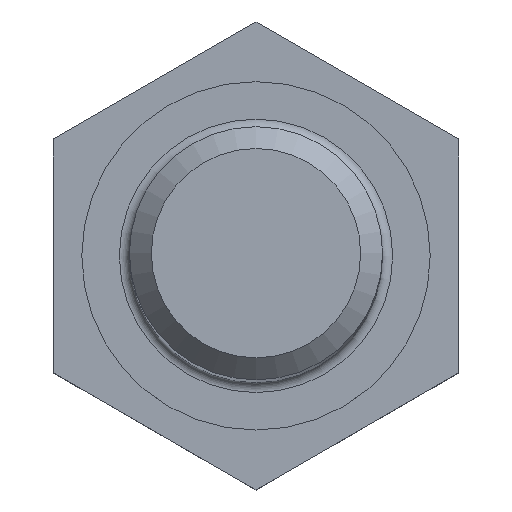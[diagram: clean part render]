
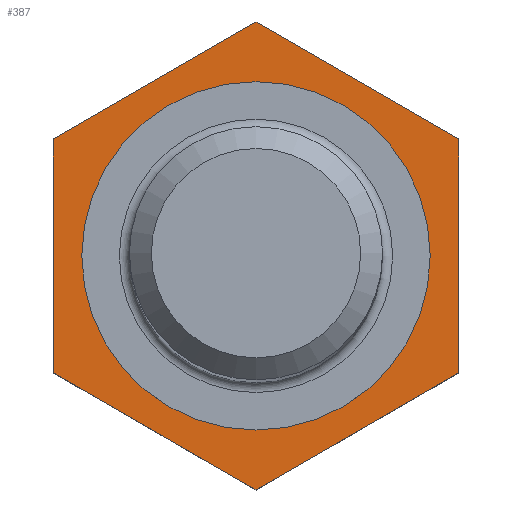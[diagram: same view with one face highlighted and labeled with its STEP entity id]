
A CAD part, top view. The second image highlights one B-rep face of the part: STEP entity #387.
In plain terms, the highlighted planar face has unit normal (0, 0, 1).
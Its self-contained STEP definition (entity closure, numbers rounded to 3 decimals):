
#7 = CARTESIAN_POINT ( 'NONE',  ( 0., -4.619, -0.15 ) ) ;
#16 = LINE ( 'NONE', #205, #186 ) ;
#25 = EDGE_LOOP ( 'NONE', ( #32, #306, #303, #150, #441, #152 ) ) ;
#30 = DIRECTION ( 'NONE',  ( 0., -1., 0. ) ) ;
#32 = ORIENTED_EDGE ( 'NONE', *, *, #33, .T. ) ;
#33 = EDGE_CURVE ( 'NONE', #63, #495, #16, .T. ) ;
#49 = EDGE_CURVE ( 'NONE', #194, #352, #539, .T. ) ;
#57 = DIRECTION ( 'NONE',  ( 0., 1., 0. ) ) ;
#63 = VERTEX_POINT ( 'NONE', #7 ) ;
#75 = LINE ( 'NONE', #268, #274 ) ;
#76 = EDGE_CURVE ( 'NONE', #106, #63, #75, .T. ) ;
#89 = LINE ( 'NONE', #419, #105 ) ;
#99 = PLANE ( 'NONE',  #395 ) ;
#101 = CARTESIAN_POINT ( 'NONE',  ( 0., -2.31, -0.15 ) ) ;
#105 = VECTOR ( 'NONE', #283, 1000. ) ;
#106 = VERTEX_POINT ( 'NONE', #219 ) ;
#109 = DIRECTION ( 'NONE',  ( 0., 0., 1. ) ) ;
#121 = DIRECTION ( 'NONE',  ( 0.866, -0.5, 0. ) ) ;
#123 = CARTESIAN_POINT ( 'NONE',  ( -4., -1.155, -0.15 ) ) ;
#127 = VERTEX_POINT ( 'NONE', #401 ) ;
#144 = CARTESIAN_POINT ( 'NONE',  ( 0., 0., -0.15 ) ) ;
#148 = FACE_OUTER_BOUND ( 'NONE', #25, .T. ) ;
#150 = ORIENTED_EDGE ( 'NONE', *, *, #273, .T. ) ;
#152 = ORIENTED_EDGE ( 'NONE', *, *, #76, .T. ) ;
#162 = CARTESIAN_POINT ( 'NONE',  ( 2.5, 3.175, -0.15 ) ) ;
#170 = CARTESIAN_POINT ( 'NONE',  ( -4., 2.309, -0.15 ) ) ;
#186 = VECTOR ( 'NONE', #579, 1000. ) ;
#194 = VERTEX_POINT ( 'NONE', #230 ) ;
#196 = VECTOR ( 'NONE', #455, 1000. ) ;
#205 = CARTESIAN_POINT ( 'NONE',  ( 1.5, -3.753, -0.15 ) ) ;
#219 = CARTESIAN_POINT ( 'NONE',  ( -4., -2.309, -0.15 ) ) ;
#230 = CARTESIAN_POINT ( 'NONE',  ( 4., 2.309, -0.15 ) ) ;
#268 = CARTESIAN_POINT ( 'NONE',  ( -1.5, -3.753, -0.15 ) ) ;
#273 = EDGE_CURVE ( 'NONE', #352, #526, #89, .T. ) ;
#274 = VECTOR ( 'NONE', #121, 1000. ) ;
#283 = DIRECTION ( 'NONE',  ( -0.866, -0.5, 0. ) ) ;
#303 = ORIENTED_EDGE ( 'NONE', *, *, #49, .T. ) ;
#306 = ORIENTED_EDGE ( 'NONE', *, *, #574, .T. ) ;
#324 = VECTOR ( 'NONE', #355, 1000. ) ;
#325 = CIRCLE ( 'NONE', #330, 3.44 ) ;
#330 = AXIS2_PLACEMENT_3D ( 'NONE', #144, #546, #411 ) ;
#341 = FACE_BOUND ( 'NONE', #392, .T. ) ;
#352 = VERTEX_POINT ( 'NONE', #534 ) ;
#355 = DIRECTION ( 'NONE',  ( -0.866, 0.5, 0. ) ) ;
#383 = ORIENTED_EDGE ( 'NONE', *, *, #500, .F. ) ;
#387 = ADVANCED_FACE ( 'NONE', ( #341, #148 ), #99, .T. ) ;
#392 = EDGE_LOOP ( 'NONE', ( #383 ) ) ;
#395 = AXIS2_PLACEMENT_3D ( 'NONE', #101, #109, #57 ) ;
#397 = CARTESIAN_POINT ( 'NONE',  ( 4., -2.309, -0.15 ) ) ;
#401 = CARTESIAN_POINT ( 'NONE',  ( 0., 3.44, -0.15 ) ) ;
#411 = DIRECTION ( 'NONE',  ( 0., 1., 0. ) ) ;
#419 = CARTESIAN_POINT ( 'NONE',  ( -2.5, 3.175, -0.15 ) ) ;
#425 = VECTOR ( 'NONE', #30, 1000. ) ;
#441 = ORIENTED_EDGE ( 'NONE', *, *, #570, .T. ) ;
#455 = DIRECTION ( 'NONE',  ( 0., 1., 0. ) ) ;
#462 = CARTESIAN_POINT ( 'NONE',  ( 4., -1.155, -0.15 ) ) ;
#495 = VERTEX_POINT ( 'NONE', #397 ) ;
#500 = EDGE_CURVE ( 'NONE', #127, #127, #325, .T. ) ;
#526 = VERTEX_POINT ( 'NONE', #170 ) ;
#534 = CARTESIAN_POINT ( 'NONE',  ( 0., 4.619, -0.15 ) ) ;
#539 = LINE ( 'NONE', #162, #324 ) ;
#546 = DIRECTION ( 'NONE',  ( 0., 0., 1. ) ) ;
#570 = EDGE_CURVE ( 'NONE', #526, #106, #588, .T. ) ;
#574 = EDGE_CURVE ( 'NONE', #495, #194, #597, .T. ) ;
#579 = DIRECTION ( 'NONE',  ( 0.866, 0.5, 0. ) ) ;
#588 = LINE ( 'NONE', #123, #425 ) ;
#597 = LINE ( 'NONE', #462, #196 ) ;
